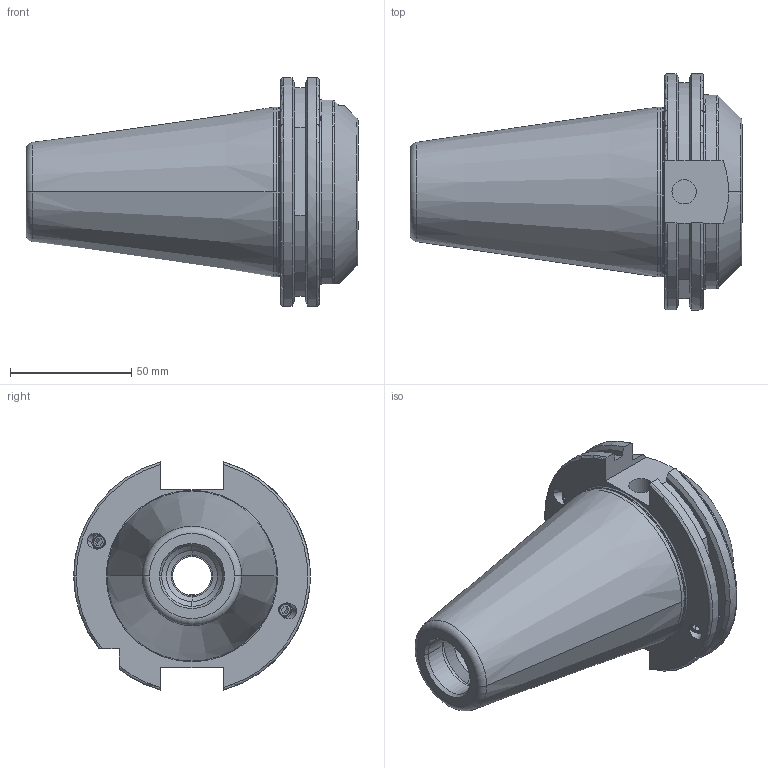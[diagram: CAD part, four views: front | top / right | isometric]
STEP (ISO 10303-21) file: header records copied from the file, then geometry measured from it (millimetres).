
FILE_DESCRIPTION (( 'STEP AP203' ), '1' );
FILE_NAME ('91506-WE716035.STEP', '2022-07-07T05:19:25', ( '' ), ( '' ), 'SwSTEP 2.0', 'SolidWorks 2018', '' );
FILE_SCHEMA (( 'CONFIG_CONTROL_DESIGN' ));
Length unit declared in the file: millimetre
Products named in the file (6): SK50EM16035FWW; GS-M4X4_DIN 913 - M4 x 4-N; M6X6_DIN 913 - M6 x 6-N; M14X30-DIN1835-B_ISO 4026 - M12 x 12-N; 91506-WE716035
Assembly tree (7 placements, depth 3):
  91506-WE716035
    SK50EM16035FWW
      SK50EM16035FWW
      GS-M4X4_DIN 913 - M4 x 4-N  x2
      M6X6_DIN 913 - M6 x 6-N  x2
      M14X30-DIN1835-B_ISO 4026 - M12 x 12-N
Bounding box: 136.75 x 97.5 x 94.05 mm (x, y, z)
Volume: 389688.1 mm3; surface area: 51524.1 mm2
Topology: 6 solids, 6 shells, 274 faces, 693 edges, 437 vertices
Faces by surface type: cone 94, cylinder 83, plane 74, torus 23
Entity records: 7619 total; most frequent: CARTESIAN_POINT 1759, DIRECTION 1137, ORIENTED_EDGE 1074, EDGE_CURVE 537, AXIS2_PLACEMENT_3D 455, VERTEX_POINT 341, EDGE_LOOP 232, CIRCLE 232
